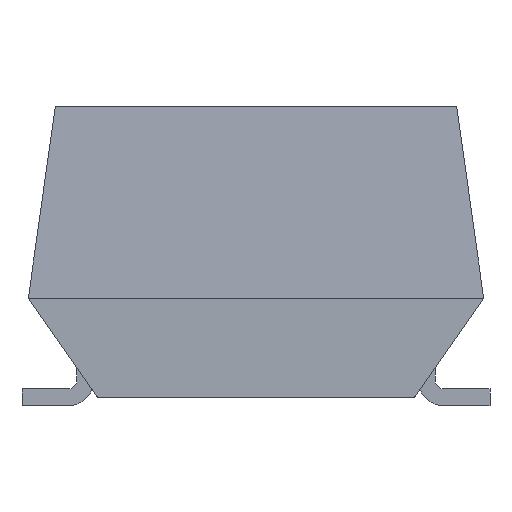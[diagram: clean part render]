
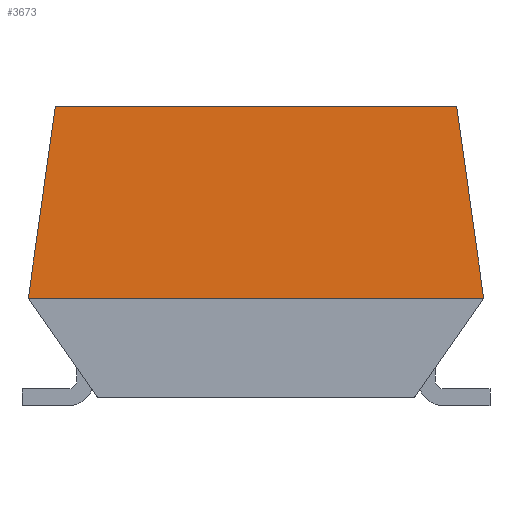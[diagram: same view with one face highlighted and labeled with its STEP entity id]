
A CAD part, left-side view. The second image highlights one B-rep face of the part: STEP entity #3673.
In plain terms, the highlighted planar face has unit normal (-0.999, 0, 0.052).
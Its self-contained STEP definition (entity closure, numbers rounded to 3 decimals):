
#154=LINE('',#6926,#357);
#183=LINE('',#6985,#386);
#189=LINE('',#6995,#392);
#190=LINE('',#6998,#393);
#357=VECTOR('',#4135,1000.);
#386=VECTOR('',#4170,1000.);
#392=VECTOR('',#4180,1000.);
#393=VECTOR('',#4185,1000.);
#907=ORIENTED_EDGE('',*,*,#1453,.F.);
#908=ORIENTED_EDGE('',*,*,#1489,.T.);
#909=ORIENTED_EDGE('',*,*,#1482,.T.);
#910=ORIENTED_EDGE('',*,*,#1488,.F.);
#1453=EDGE_CURVE('',#1747,#1748,#154,.T.);
#1482=EDGE_CURVE('',#1775,#1750,#183,.T.);
#1488=EDGE_CURVE('',#1748,#1750,#189,.T.);
#1489=EDGE_CURVE('',#1747,#1775,#190,.T.);
#1747=VERTEX_POINT('',#6925);
#1748=VERTEX_POINT('',#6927);
#1750=VERTEX_POINT('',#6932);
#1775=VERTEX_POINT('',#6986);
#2093=EDGE_LOOP('',(#907,#908,#909,#910));
#2289=FACE_BOUND('',#2093,.T.);
#2440=PLANE('',#3808);
#3673=ADVANCED_FACE('',(#2289),#2440,.F.);
#3808=AXIS2_PLACEMENT_3D('',#6997,#4183,#4184);
#4135=DIRECTION('',(-0.052,-0.139,-0.989));
#4170=DIRECTION('',(-0.052,0.139,-0.989));
#4180=DIRECTION('',(0.,1.,0.));
#4183=DIRECTION('',(0.999,0.,-0.052));
#4184=DIRECTION('',(-0.052,0.,-0.999));
#4185=DIRECTION('',(0.,1.,0.));
#6925=CARTESIAN_POINT('',(-6.162,-4.761,7.1));
#6926=CARTESIAN_POINT('',(-6.4,-5.4,2.55));
#6927=CARTESIAN_POINT('',(-6.4,-5.4,2.55));
#6932=CARTESIAN_POINT('',(-6.4,5.4,2.55));
#6985=CARTESIAN_POINT('',(-6.322,5.191,4.034));
#6986=CARTESIAN_POINT('',(-6.162,4.761,7.1));
#6995=CARTESIAN_POINT('',(-6.4,-5.4,2.55));
#6997=CARTESIAN_POINT('',(-6.4,-5.4,2.55));
#6998=CARTESIAN_POINT('',(-6.162,-5.4,7.1));
